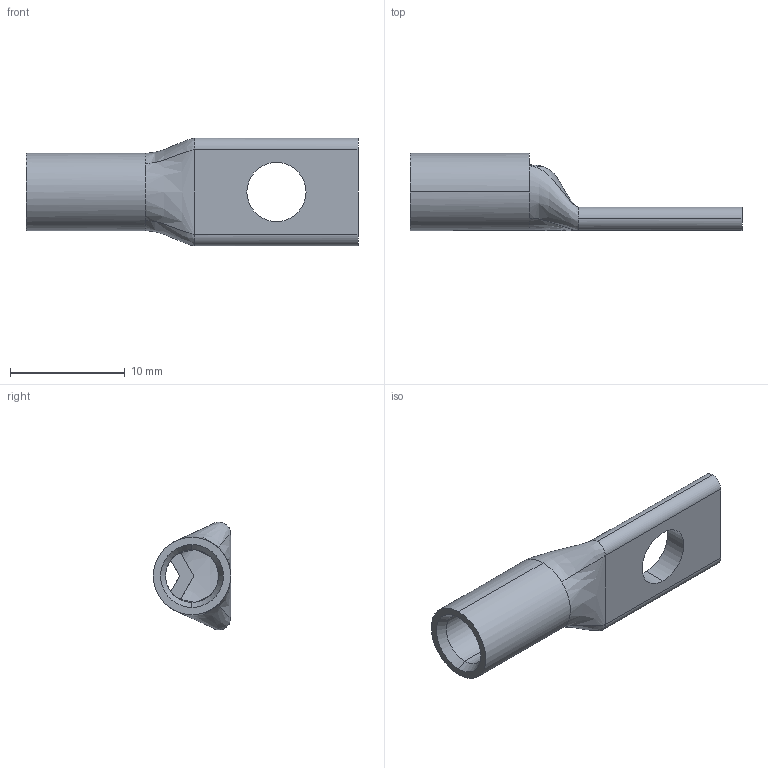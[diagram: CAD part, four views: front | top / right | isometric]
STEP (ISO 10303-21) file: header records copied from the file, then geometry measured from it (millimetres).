
FILE_DESCRIPTION (( 'STEP AP203' ), '1' );
FILE_NAME ('BLU-8S14-1.step', '2024-09-09T18:03:29', ( '' ), ( '' ), 'SwSTEP 2.0', 'SolidWorks 2023', '' );
FILE_SCHEMA (( 'CONFIG_CONTROL_DESIGN' ));
Length unit declared in the file: inch
Products named in the file (1): BLU-8S14-1
Bounding box: 28.96 x 6.73 x 9.4 mm (x, y, z)
Volume: 490.1 mm3; surface area: 880.6 mm2
Topology: 1 solids, 1 shells, 37 faces, 92 edges, 55 vertices
Faces by surface type: bspline 13, cylinder 11, plane 11, cone 2
Entity records: 1702 total; most frequent: CARTESIAN_POINT 844, ORIENTED_EDGE 182, DIRECTION 127, EDGE_CURVE 91, VERTEX_POINT 55, AXIS2_PLACEMENT_3D 47, EDGE_LOOP 40, ADVANCED_FACE 37
